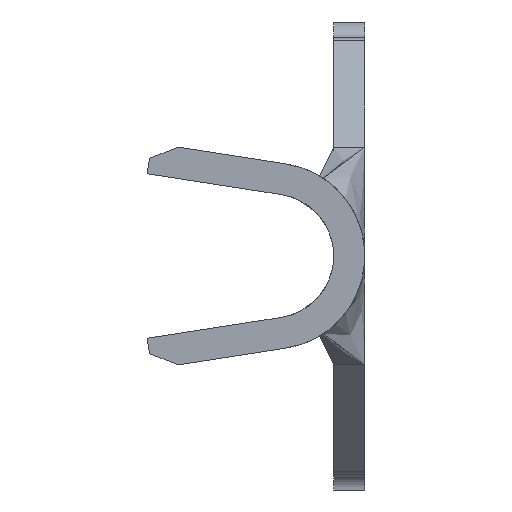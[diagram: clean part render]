
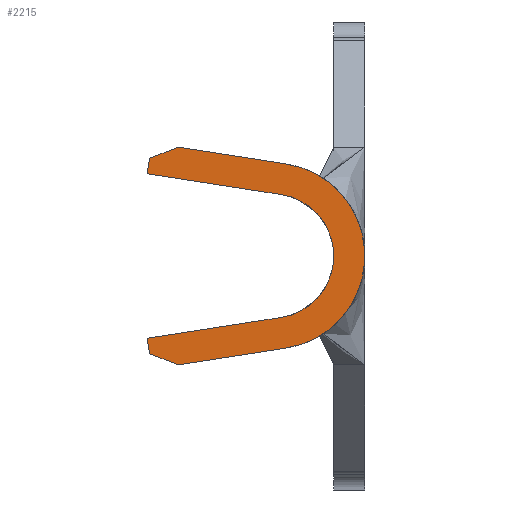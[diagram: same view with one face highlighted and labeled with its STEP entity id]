
A CAD part, left-side view. The second image highlights one B-rep face of the part: STEP entity #2215.
In plain terms, the highlighted planar face has unit normal (-1, 0, 0).
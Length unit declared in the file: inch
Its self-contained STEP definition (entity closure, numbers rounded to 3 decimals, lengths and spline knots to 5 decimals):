
#87 = LINE ( 'NONE', #1168, #532 ) ;
#135 = VERTEX_POINT ( 'NONE', #808 ) ;
#146 = DIRECTION ( 'NONE',  ( 0., 0.932, 0.361 ) ) ;
#149 = DIRECTION ( 'NONE',  ( 0., -0.153, 0.988 ) ) ;
#159 = EDGE_CURVE ( 'NONE', #3083, #2854, #3429, .T. ) ;
#172 = FACE_OUTER_BOUND ( 'NONE', #2821, .T. ) ;
#215 = DIRECTION ( 'NONE',  ( 0., 0., -1. ) ) ;
#268 = DIRECTION ( 'NONE',  ( 0., 0., -1. ) ) ;
#405 = EDGE_CURVE ( 'NONE', #2854, #1534, #1483, .T. ) ;
#452 = VECTOR ( 'NONE', #146, 39.37008 ) ;
#455 = CARTESIAN_POINT ( 'NONE',  ( -0.327, 0.11982, 0.07 ) ) ;
#475 = CARTESIAN_POINT ( 'NONE',  ( -0.327, 0.14, -0.05289 ) ) ;
#493 = DIRECTION ( 'NONE',  ( 0., 0.988, 0.153 ) ) ;
#532 = VECTOR ( 'NONE', #2323, 39.37008 ) ;
#544 = AXIS2_PLACEMENT_3D ( 'NONE', #1557, #2759, #215 ) ;
#708 = EDGE_CURVE ( 'NONE', #2456, #3699, #1488, .T. ) ;
#808 = CARTESIAN_POINT ( 'NONE',  ( -0.327, 0.05387, 0.03953 ) ) ;
#830 = CARTESIAN_POINT ( 'NONE',  ( -0.327, 0.0508, -0.05929 ) ) ;
#923 = LINE ( 'NONE', #2043, #1205 ) ;
#931 = CARTESIAN_POINT ( 'NONE',  ( -0.327, 0.14, -0.05289 ) ) ;
#990 = DIRECTION ( 'NONE',  ( 0., 0., -1. ) ) ;
#1038 = VECTOR ( 'NONE', #493, 39.37008 ) ;
#1098 = AXIS2_PLACEMENT_3D ( 'NONE', #2415, #3610, #990 ) ;
#1140 = LINE ( 'NONE', #2297, #3420 ) ;
#1168 = CARTESIAN_POINT ( 'NONE',  ( -0.327, 0.13847, 0.06277 ) ) ;
#1205 = VECTOR ( 'NONE', #3235, 39.37008 ) ;
#1244 = PLANE ( 'NONE',  #1098 ) ;
#1306 = VECTOR ( 'NONE', #1937, 39.37008 ) ;
#1359 = VERTEX_POINT ( 'NONE', #931 ) ;
#1420 = EDGE_CURVE ( 'NONE', #2931, #135, #2623, .T. ) ;
#1483 = LINE ( 'NONE', #2683, #452 ) ;
#1488 = LINE ( 'NONE', #2687, #3533 ) ;
#1534 = VERTEX_POINT ( 'NONE', #1657 ) ;
#1548 = DIRECTION ( 'NONE',  ( 0., 0.153, 0.988 ) ) ;
#1557 = CARTESIAN_POINT ( 'NONE',  ( -0.327, 0.06, 0. ) ) ;
#1611 = CARTESIAN_POINT ( 'NONE',  ( -0.327, 0.06, 0. ) ) ;
#1657 = CARTESIAN_POINT ( 'NONE',  ( -0.327, 0.13847, -0.06277 ) ) ;
#1713 = CARTESIAN_POINT ( 'NONE',  ( -0.327, 0.13847, 0.06277 ) ) ;
#1848 = CIRCLE ( 'NONE', #3542, 0.06 ) ;
#1862 = LINE ( 'NONE', #3056, #1038 ) ;
#1937 = DIRECTION ( 'NONE',  ( 0., 0.988, -0.153 ) ) ;
#2038 = ORIENTED_EDGE ( 'NONE', *, *, #405, .F. ) ;
#2043 = CARTESIAN_POINT ( 'NONE',  ( -0.327, 0.05387, -0.03953 ) ) ;
#2088 = EDGE_CURVE ( 'NONE', #1359, #2931, #923, .T. ) ;
#2134 = ORIENTED_EDGE ( 'NONE', *, *, #159, .F. ) ;
#2215 = ADVANCED_FACE ( 'NONE', ( #172 ), #1244, .F. ) ;
#2221 = VERTEX_POINT ( 'NONE', #455 ) ;
#2297 = CARTESIAN_POINT ( 'NONE',  ( -0.327, 0.0508, 0.05929 ) ) ;
#2323 = DIRECTION ( 'NONE',  ( 0., -0.932, 0.361 ) ) ;
#2415 = CARTESIAN_POINT ( 'NONE',  ( -0.327, 0.06, 0. ) ) ;
#2456 = VERTEX_POINT ( 'NONE', #2707 ) ;
#2533 = EDGE_CURVE ( 'NONE', #1534, #1359, #3033, .T. ) ;
#2563 = EDGE_CURVE ( 'NONE', #135, #2456, #1862, .T. ) ;
#2621 = CARTESIAN_POINT ( 'NONE',  ( -0.327, 0.11982, -0.07 ) ) ;
#2623 = CIRCLE ( 'NONE', #544, 0.04 ) ;
#2683 = CARTESIAN_POINT ( 'NONE',  ( -0.327, 0.13847, -0.06277 ) ) ;
#2687 = CARTESIAN_POINT ( 'NONE',  ( -0.327, 0.14, 0.05289 ) ) ;
#2707 = CARTESIAN_POINT ( 'NONE',  ( -0.327, 0.14, 0.05289 ) ) ;
#2759 = DIRECTION ( 'NONE',  ( -1., 0., 0. ) ) ;
#2787 = CARTESIAN_POINT ( 'NONE',  ( -0.327, 0.0508, -0.05929 ) ) ;
#2812 = DIRECTION ( 'NONE',  ( 1., 0., 0. ) ) ;
#2821 = EDGE_LOOP ( 'NONE', ( #3379, #3441, #3456, #3574, #3588, #3647, #3692, #3470, #2038, #2134 ) ) ;
#2854 = VERTEX_POINT ( 'NONE', #2621 ) ;
#2865 = EDGE_CURVE ( 'NONE', #3699, #2221, #87, .T. ) ;
#2931 = VERTEX_POINT ( 'NONE', #3552 ) ;
#3033 = LINE ( 'NONE', #475, #3668 ) ;
#3056 = CARTESIAN_POINT ( 'NONE',  ( -0.327, 0.05387, 0.03953 ) ) ;
#3083 = VERTEX_POINT ( 'NONE', #2787 ) ;
#3130 = EDGE_CURVE ( 'NONE', #3498, #3083, #1848, .T. ) ;
#3235 = DIRECTION ( 'NONE',  ( 0., -0.988, 0.153 ) ) ;
#3256 = EDGE_CURVE ( 'NONE', #2221, #3498, #1140, .T. ) ;
#3369 = CARTESIAN_POINT ( 'NONE',  ( -0.327, 0.0508, 0.05929 ) ) ;
#3379 = ORIENTED_EDGE ( 'NONE', *, *, #3130, .F. ) ;
#3420 = VECTOR ( 'NONE', #3487, 39.37008 ) ;
#3429 = LINE ( 'NONE', #830, #1306 ) ;
#3441 = ORIENTED_EDGE ( 'NONE', *, *, #3256, .F. ) ;
#3456 = ORIENTED_EDGE ( 'NONE', *, *, #2865, .F. ) ;
#3470 = ORIENTED_EDGE ( 'NONE', *, *, #2533, .F. ) ;
#3487 = DIRECTION ( 'NONE',  ( 0., -0.988, -0.153 ) ) ;
#3498 = VERTEX_POINT ( 'NONE', #3369 ) ;
#3533 = VECTOR ( 'NONE', #149, 39.37008 ) ;
#3542 = AXIS2_PLACEMENT_3D ( 'NONE', #1611, #2812, #268 ) ;
#3552 = CARTESIAN_POINT ( 'NONE',  ( -0.327, 0.05387, -0.03953 ) ) ;
#3574 = ORIENTED_EDGE ( 'NONE', *, *, #708, .F. ) ;
#3588 = ORIENTED_EDGE ( 'NONE', *, *, #2563, .F. ) ;
#3610 = DIRECTION ( 'NONE',  ( 1., 0., 0. ) ) ;
#3647 = ORIENTED_EDGE ( 'NONE', *, *, #1420, .F. ) ;
#3668 = VECTOR ( 'NONE', #1548, 39.37008 ) ;
#3692 = ORIENTED_EDGE ( 'NONE', *, *, #2088, .F. ) ;
#3699 = VERTEX_POINT ( 'NONE', #1713 ) ;
